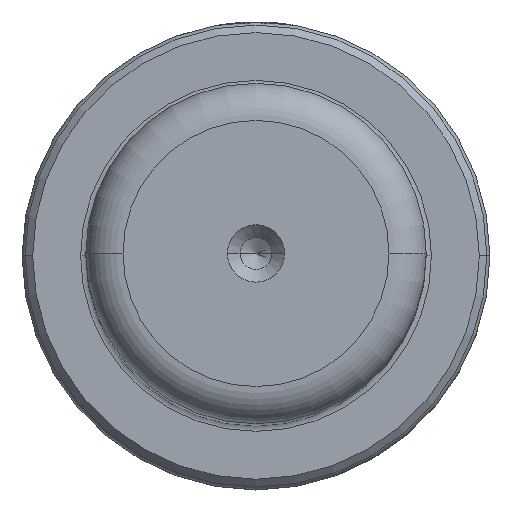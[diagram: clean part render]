
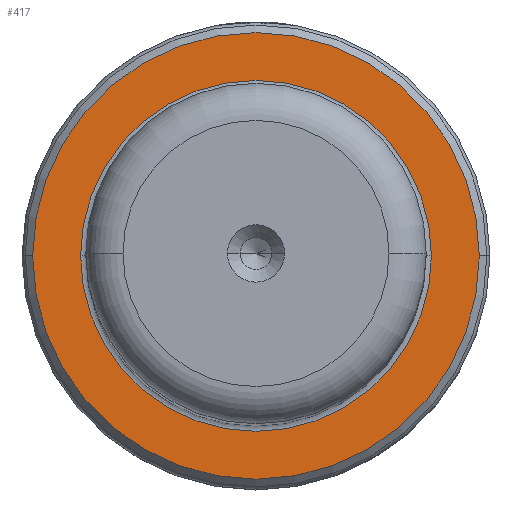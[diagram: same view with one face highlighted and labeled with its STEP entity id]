
A CAD part, top view. The second image highlights one B-rep face of the part: STEP entity #417.
In plain terms, the highlighted planar face has unit normal (0, 0, 1).
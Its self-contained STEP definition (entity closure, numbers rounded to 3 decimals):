
#78 = DIRECTION ( 'NONE',  ( 0., 0., -1. ) ) ;
#120 = ORIENTED_EDGE ( 'NONE', *, *, #571, .T. ) ;
#137 = CARTESIAN_POINT ( 'NONE',  ( -16.5, 0., 33. ) ) ;
#217 = EDGE_CURVE ( 'NONE', #694, #3196, #2459, .T. ) ;
#387 = AXIS2_PLACEMENT_3D ( 'NONE', #3193, #78, #2929 ) ;
#417 = ADVANCED_FACE ( 'NONE', ( #2392, #1645 ), #2151, .T. ) ;
#460 = EDGE_CURVE ( 'NONE', #2889, #1538, #555, .T. ) ;
#555 = CIRCLE ( 'NONE', #387, 16.5 ) ;
#571 = EDGE_CURVE ( 'NONE', #1538, #2889, #2326, .T. ) ;
#694 = VERTEX_POINT ( 'NONE', #1120 ) ;
#727 = DIRECTION ( 'NONE',  ( 0., 0., 1. ) ) ;
#825 = EDGE_CURVE ( 'NONE', #3196, #694, #1829, .T. ) ;
#826 = AXIS2_PLACEMENT_3D ( 'NONE', #3300, #1966, #3015 ) ;
#1041 = AXIS2_PLACEMENT_3D ( 'NONE', #1882, #2680, #1082 ) ;
#1082 = DIRECTION ( 'NONE',  ( 1., 0., 0. ) ) ;
#1120 = CARTESIAN_POINT ( 'NONE',  ( -21., 0., 33. ) ) ;
#1259 = AXIS2_PLACEMENT_3D ( 'NONE', #2554, #727, #3128 ) ;
#1291 = ORIENTED_EDGE ( 'NONE', *, *, #825, .T. ) ;
#1368 = ORIENTED_EDGE ( 'NONE', *, *, #217, .T. ) ;
#1538 = VERTEX_POINT ( 'NONE', #137 ) ;
#1645 = FACE_OUTER_BOUND ( 'NONE', #2278, .T. ) ;
#1829 = CIRCLE ( 'NONE', #2269, 21. ) ;
#1882 = CARTESIAN_POINT ( 'NONE',  ( 0., 0., 33. ) ) ;
#1966 = DIRECTION ( 'NONE',  ( 0., 0., -1. ) ) ;
#2151 = PLANE ( 'NONE',  #1041 ) ;
#2188 = CARTESIAN_POINT ( 'NONE',  ( 16.5, 0., 33. ) ) ;
#2227 = EDGE_LOOP ( 'NONE', ( #120, #3099 ) ) ;
#2269 = AXIS2_PLACEMENT_3D ( 'NONE', #3306, #3061, #2742 ) ;
#2278 = EDGE_LOOP ( 'NONE', ( #1368, #1291 ) ) ;
#2326 = CIRCLE ( 'NONE', #826, 16.5 ) ;
#2392 = FACE_BOUND ( 'NONE', #2227, .T. ) ;
#2459 = CIRCLE ( 'NONE', #1259, 21. ) ;
#2554 = CARTESIAN_POINT ( 'NONE',  ( 0., 0., 33. ) ) ;
#2621 = CARTESIAN_POINT ( 'NONE',  ( 21., 0., 33. ) ) ;
#2680 = DIRECTION ( 'NONE',  ( 0., 0., 1. ) ) ;
#2742 = DIRECTION ( 'NONE',  ( 1., 0., 0. ) ) ;
#2889 = VERTEX_POINT ( 'NONE', #2188 ) ;
#2929 = DIRECTION ( 'NONE',  ( -1., 0., 0. ) ) ;
#3015 = DIRECTION ( 'NONE',  ( -1., 0., 0. ) ) ;
#3061 = DIRECTION ( 'NONE',  ( 0., 0., 1. ) ) ;
#3099 = ORIENTED_EDGE ( 'NONE', *, *, #460, .T. ) ;
#3128 = DIRECTION ( 'NONE',  ( 1., 0., 0. ) ) ;
#3193 = CARTESIAN_POINT ( 'NONE',  ( 0., 0., 33. ) ) ;
#3196 = VERTEX_POINT ( 'NONE', #2621 ) ;
#3300 = CARTESIAN_POINT ( 'NONE',  ( 0., 0., 33. ) ) ;
#3306 = CARTESIAN_POINT ( 'NONE',  ( 0., 0., 33. ) ) ;
